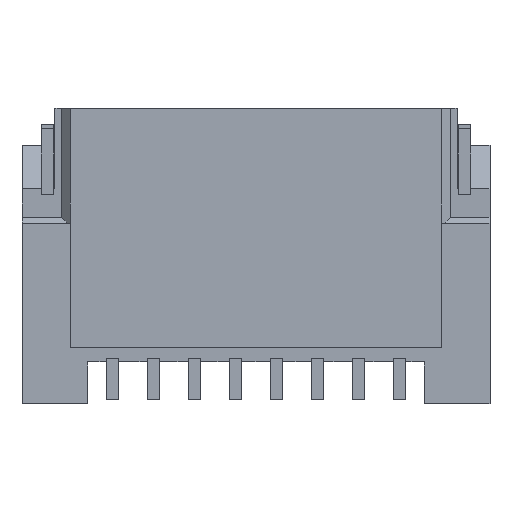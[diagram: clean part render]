
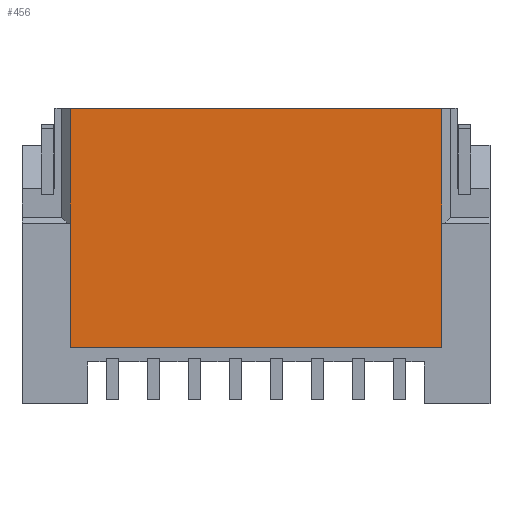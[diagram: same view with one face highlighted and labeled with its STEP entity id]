
A CAD part, front view. The second image highlights one B-rep face of the part: STEP entity #456.
In plain terms, the highlighted planar face has unit normal (0, -1, 0).
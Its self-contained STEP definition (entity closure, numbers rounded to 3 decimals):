
#456=ADVANCED_FACE('',(#1308),#1309,.T.);
#1308=FACE_OUTER_BOUND('',#2201,.T.);
#1309=PLANE('',#2202);
#2201=EDGE_LOOP('',(#5501,#5502,#5503,#5504,#5505,#5506));
#2202=AXIS2_PLACEMENT_3D('',#5507,#5508,#5509);
#5501=ORIENTED_EDGE('',*,*,#6973,.F.);
#5502=ORIENTED_EDGE('',*,*,#6559,.F.);
#5503=ORIENTED_EDGE('',*,*,#6972,.T.);
#5504=ORIENTED_EDGE('',*,*,#6974,.F.);
#5505=ORIENTED_EDGE('',*,*,#6975,.F.);
#5506=ORIENTED_EDGE('',*,*,#6976,.T.);
#5507=CARTESIAN_POINT('',(-2.85,0.0,0.0));
#5508=DIRECTION('',(0.0,-1.0,0.0));
#5509=DIRECTION('',(0.0,0.0,-1.0));
#6559=EDGE_CURVE('',#8246,#8248,#8249,.T.);
#6972=EDGE_CURVE('',#8246,#8885,#8887,.T.);
#6973=EDGE_CURVE('',#8248,#8888,#8889,.T.);
#6974=EDGE_CURVE('',#8890,#8885,#8891,.T.);
#6975=EDGE_CURVE('',#8892,#8890,#8893,.T.);
#6976=EDGE_CURVE('',#8892,#8888,#8894,.T.);
#8246=VERTEX_POINT('',#10770);
#8248=VERTEX_POINT('',#10773);
#8249=LINE('',#10774,#10775);
#8885=VERTEX_POINT('',#11786);
#8887=LINE('',#11789,#11790);
#8888=VERTEX_POINT('',#11791);
#8889=LINE('',#11792,#11793);
#8890=VERTEX_POINT('',#11794);
#8891=LINE('',#11795,#11796);
#8892=VERTEX_POINT('',#11797);
#8893=LINE('',#11798,#11799);
#8894=LINE('',#11800,#11801);
#10770=CARTESIAN_POINT('',(-2.26,0.0,0.0));
#10773=CARTESIAN_POINT('',(2.26,0.0,0.0));
#10774=CARTESIAN_POINT('',(-2.26,0.0,0.0));
#10775=VECTOR('',#12625,4.52);
#11786=CARTESIAN_POINT('',(-2.26,0.0,-1.4));
#11789=CARTESIAN_POINT('',(-2.26,0.0,0.0));
#11790=VECTOR('',#13110,1.4);
#11791=CARTESIAN_POINT('',(2.26,0.0,-1.4));
#11792=CARTESIAN_POINT('',(2.26,0.0,0.0));
#11793=VECTOR('',#13111,1.4);
#11794=CARTESIAN_POINT('',(-2.26,0.0,-2.92));
#11795=CARTESIAN_POINT('',(-2.26,0.0,-2.92));
#11796=VECTOR('',#13112,1.52);
#11797=CARTESIAN_POINT('',(2.26,0.0,-2.92));
#11798=CARTESIAN_POINT('',(2.26,0.0,-2.92));
#11799=VECTOR('',#13113,4.52);
#11800=CARTESIAN_POINT('',(2.26,0.0,-2.92));
#11801=VECTOR('',#13114,1.52);
#12625=DIRECTION('',(1.0,0.0,0.0));
#13110=DIRECTION('',(0.0,0.0,-1.0));
#13111=DIRECTION('',(0.0,0.0,-1.0));
#13112=DIRECTION('',(0.0,0.0,1.0));
#13113=DIRECTION('',(-1.0,0.0,0.0));
#13114=DIRECTION('',(0.0,0.0,1.0));
